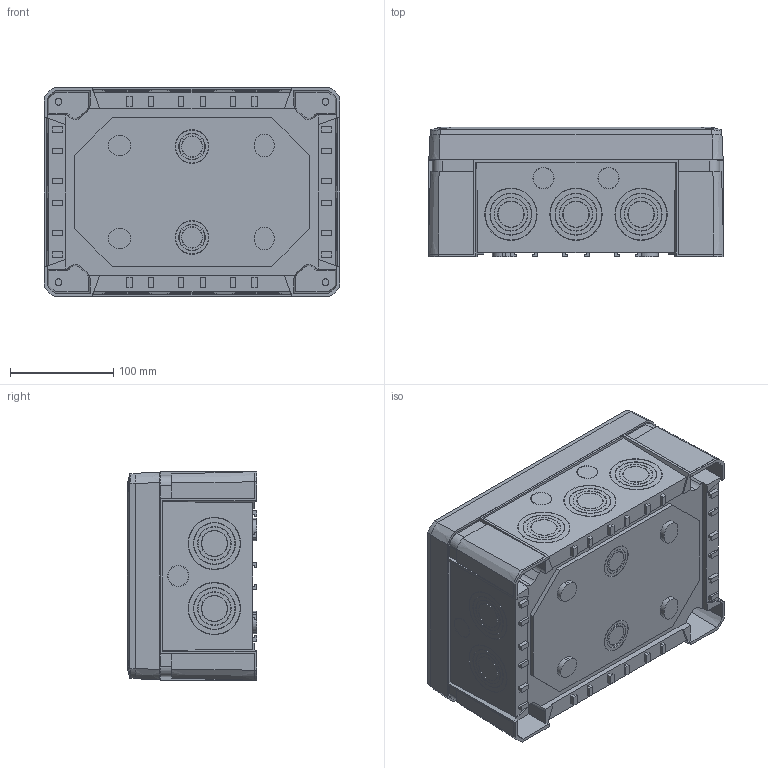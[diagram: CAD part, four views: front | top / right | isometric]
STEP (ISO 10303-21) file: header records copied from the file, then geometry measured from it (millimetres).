
FILE_DESCRIPTION (( 'STEP AP214' ), '1' );
FILE_NAME ('2005024.stp', '2020-12-01T09:21:25', ( '' ), ( '' ), 'SwSTEP 2.0', 'SolidWorks 2020', '' );
FILE_SCHEMA (( 'AUTOMOTIVE_DESIGN' ));
Length unit declared in the file: millimetre
Products named in the file (10): 087700_Standard; 2005024; ED170-04-02_Standard; ED910-25_S-Serie; P_0000011441_1_Standard; 050559_Standard; 076460_SJB935BC-10AB™-M25-40-50; 116133_55; 113245_Standard; ED910-32_S-Serie M32
Assembly tree (21 placements, depth 3):
  2005024
    076460_SJB935BC-10AB™-M25-40-50
    113245_Standard
      050559_Standard
      P_0000011441_1_Standard
    087700_Standard  x4
    ED910-32_S-Serie M32  x3
    ED910-25_S-Serie  x2
    ED170-04-02_Standard  x4
    116133_55  x4
Bounding box: 286.3 x 125.41 x 202.2 mm (x, y, z)
Volume: 1002729.2 mm3; surface area: 581435.2 mm2
Topology: 20 solids, 20 shells, 1789 faces, 4172 edges, 2577 vertices
Faces by surface type: plane 848, cylinder 470, cone 331, torus 140
Entity records: 41515 total; most frequent: DIRECTION 7424, CARTESIAN_POINT 7158, ORIENTED_EDGE 6656, EDGE_CURVE 3328, AXIS2_PLACEMENT_3D 2732, VERTEX_POINT 2064, LINE 1960, VECTOR 1960
